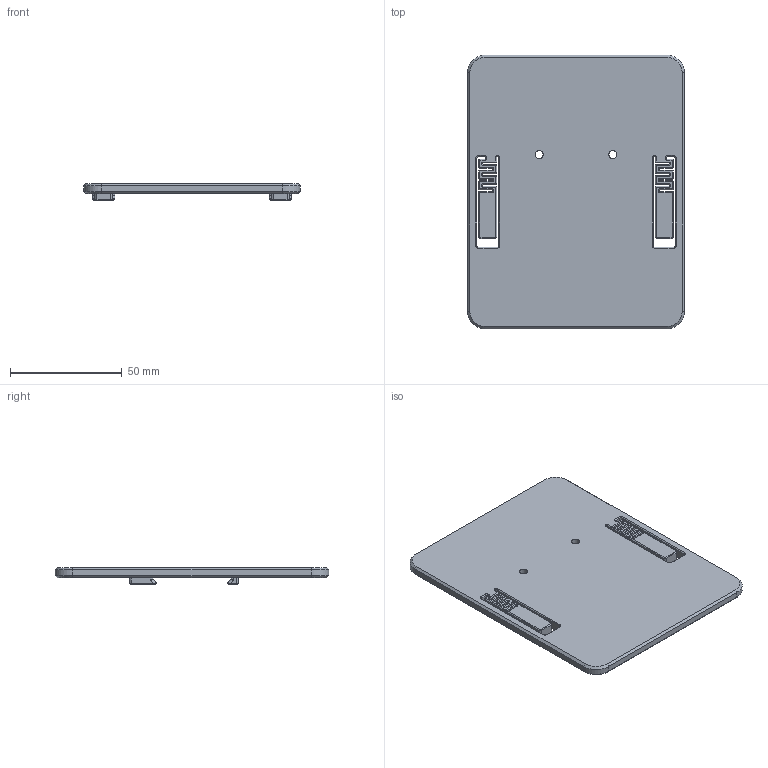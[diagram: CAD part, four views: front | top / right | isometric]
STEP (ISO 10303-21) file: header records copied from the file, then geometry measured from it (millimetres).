
FILE_DESCRIPTION(/* description */ (''),/* implementation_level */ '2;1');
FILE_NAME(/* name */ 'LRS-100-5 DIN Rail Mount v3.step',/* time_stamp */ '2024-07-19T13:54:24-06:00',/* author */ (''),/* organization */ (''),/* preprocessor_version */ 'ST-DEVELOPER v20',/* originating_system */ 'Autodesk Translation Framework v13.14.0.145',/* authorisation */ '');
FILE_SCHEMA (('AUTOMOTIVE_DESIGN { 1 0 10303 214 3 1 1 }'));
Length unit declared in the file: millimetre
Products named in the file (1): LRS-100-5 DIN Rail Mount
Bounding box: 97 x 122.5 x 7.6 mm (x, y, z)
Volume: 53247.4 mm3; surface area: 27060.7 mm2
Topology: 1 solids, 1 shells, 436 faces, 1018 edges, 534 vertices
Faces by surface type: plane 212, cone 134, cylinder 90
Full cylindrical faces by diameter (mm): 3.6 x2
Entity records: 11636 total; most frequent: DIRECTION 2090, CARTESIAN_POINT 1937, ORIENTED_EDGE 1932, EDGE_CURVE 966, LINE 716, VECTOR 716, AXIS2_PLACEMENT_3D 687, VERTEX_POINT 534
